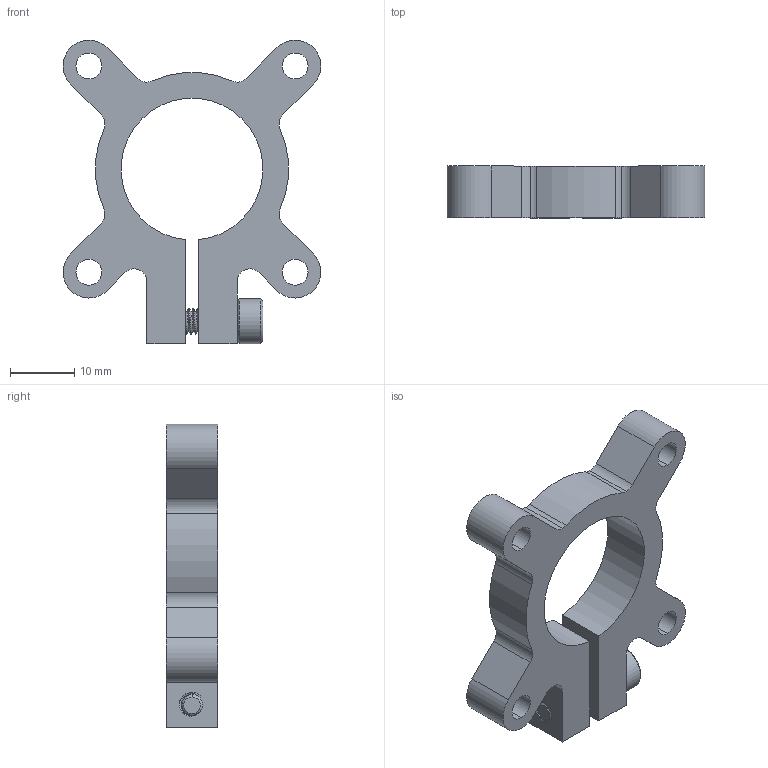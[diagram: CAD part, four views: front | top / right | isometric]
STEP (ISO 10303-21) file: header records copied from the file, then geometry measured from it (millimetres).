
FILE_DESCRIPTION (( 'STEP AP203' ), '1' );
FILE_NAME ('1305-0032-0022 assembly.STEP', '2017-04-12T18:28:18', ( '' ), ( '' ), 'SwSTEP 2.0', 'SolidWorks 2016', '' );
FILE_SCHEMA (( 'CONFIG_CONTROL_DESIGN' ));
Length unit declared in the file: millimetre
Products named in the file (3): 1305-0032-0022 assembly; 1305-0032-0022; 2800-0004-0014_90128A207
Assembly tree (2 placements, depth 2):
  1305-0032-0022 assembly
    1305-0032-0022
    2800-0004-0014_90128A207
Bounding box: 39.99 x 8 x 47.08 mm (x, y, z)
Volume: 6405.8 mm3; surface area: 4882.2 mm2
Topology: 2 solids, 2 shells, 196 faces, 553 edges, 363 vertices
Faces by surface type: cylinder 153, plane 26, cone 13, bspline 4
Entity records: 11127 total; most frequent: CARTESIAN_POINT 6391, ORIENTED_EDGE 1106, DIRECTION 790, EDGE_CURVE 553, VERTEX_POINT 363, AXIS2_PLACEMENT_3D 290, LINE 210, VECTOR 210
